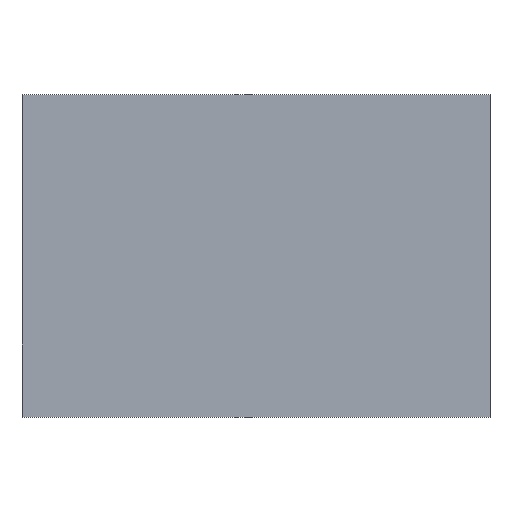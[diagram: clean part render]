
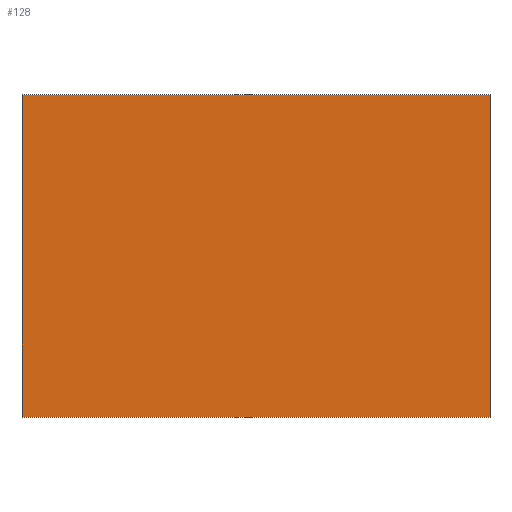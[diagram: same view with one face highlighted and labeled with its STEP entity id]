
A CAD part, top view. The second image highlights one B-rep face of the part: STEP entity #128.
In plain terms, the highlighted planar face has unit normal (0, 0, 1).
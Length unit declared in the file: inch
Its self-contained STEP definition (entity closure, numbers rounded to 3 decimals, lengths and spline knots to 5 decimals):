
#6 = FACE_OUTER_BOUND ( 'NONE', #92, .T. ) ;
#11 = CARTESIAN_POINT ( 'NONE',  ( 2.37536, -1.6375, 2. ) ) ;
#14 = EDGE_CURVE ( 'NONE', #187, #36, #80, .T. ) ;
#17 = VECTOR ( 'NONE', #38, 39.37008 ) ;
#22 = VECTOR ( 'NONE', #93, 39.37008 ) ;
#36 = VERTEX_POINT ( 'NONE', #153 ) ;
#38 = DIRECTION ( 'NONE',  ( 1., 0., 0. ) ) ;
#40 = LINE ( 'NONE', #100, #22 ) ;
#45 = CARTESIAN_POINT ( 'NONE',  ( 2.37536, 1.6375, 2. ) ) ;
#57 = DIRECTION ( 'NONE',  ( 1., 0., 0. ) ) ;
#63 = DIRECTION ( 'NONE',  ( 0., 0., 1. ) ) ;
#68 = CARTESIAN_POINT ( 'NONE',  ( 0., 0., 2. ) ) ;
#75 = PLANE ( 'NONE',  #132 ) ;
#80 = LINE ( 'NONE', #11, #17 ) ;
#83 = DIRECTION ( 'NONE',  ( -1., 0., 0. ) ) ;
#84 = CARTESIAN_POINT ( 'NONE',  ( -2.37536, -1.6375, 2. ) ) ;
#90 = VERTEX_POINT ( 'NONE', #45 ) ;
#92 = EDGE_LOOP ( 'NONE', ( #124, #160, #138, #104 ) ) ;
#93 = DIRECTION ( 'NONE',  ( 0., -1., 0. ) ) ;
#100 = CARTESIAN_POINT ( 'NONE',  ( -2.37536, -1.6375, 2. ) ) ;
#101 = DIRECTION ( 'NONE',  ( 0., 1., 0. ) ) ;
#102 = CARTESIAN_POINT ( 'NONE',  ( 2.37536, 1.6375, 2. ) ) ;
#104 = ORIENTED_EDGE ( 'NONE', *, *, #113, .T. ) ;
#109 = EDGE_CURVE ( 'NONE', #188, #187, #40, .T. ) ;
#110 = LINE ( 'NONE', #147, #191 ) ;
#113 = EDGE_CURVE ( 'NONE', #90, #188, #139, .T. ) ;
#123 = VECTOR ( 'NONE', #83, 39.37008 ) ;
#124 = ORIENTED_EDGE ( 'NONE', *, *, #109, .T. ) ;
#128 = ADVANCED_FACE ( 'NONE', ( #6 ), #75, .T. ) ;
#132 = AXIS2_PLACEMENT_3D ( 'NONE', #68, #63, #57 ) ;
#138 = ORIENTED_EDGE ( 'NONE', *, *, #168, .T. ) ;
#139 = LINE ( 'NONE', #102, #123 ) ;
#147 = CARTESIAN_POINT ( 'NONE',  ( 2.37536, -1.6375, 2. ) ) ;
#153 = CARTESIAN_POINT ( 'NONE',  ( 2.37536, -1.6375, 2. ) ) ;
#160 = ORIENTED_EDGE ( 'NONE', *, *, #14, .T. ) ;
#163 = CARTESIAN_POINT ( 'NONE',  ( -2.37536, 1.6375, 2. ) ) ;
#168 = EDGE_CURVE ( 'NONE', #36, #90, #110, .T. ) ;
#187 = VERTEX_POINT ( 'NONE', #84 ) ;
#188 = VERTEX_POINT ( 'NONE', #163 ) ;
#191 = VECTOR ( 'NONE', #101, 39.37008 ) ;
